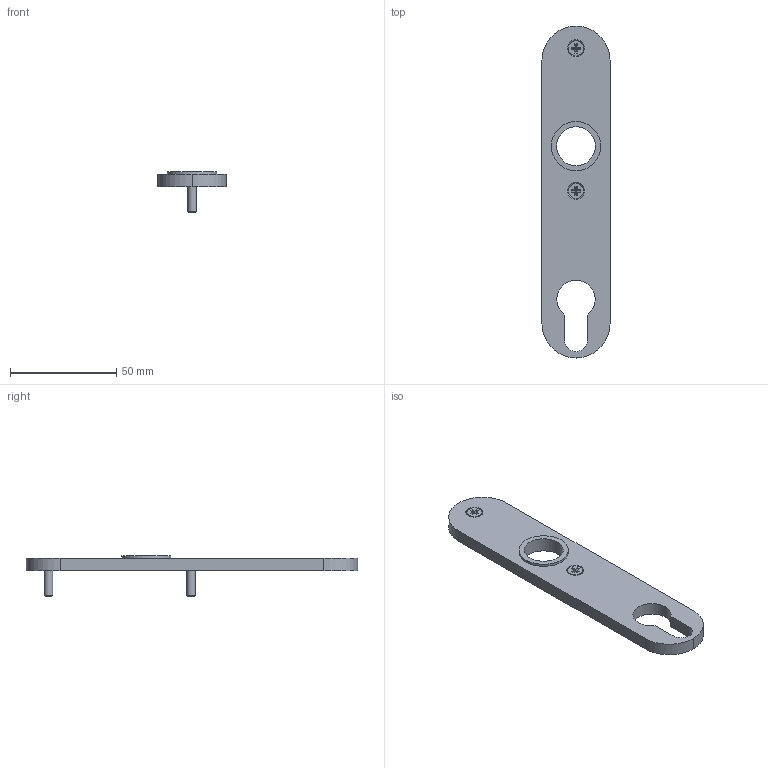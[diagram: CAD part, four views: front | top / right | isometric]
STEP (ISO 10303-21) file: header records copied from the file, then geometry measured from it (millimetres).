
FILE_DESCRIPTION (( 'STEP AP203' ), '1' );
FILE_NAME ('15073-240.step', '2022-07-06T11:35:12', ( '' ), ( '' ), 'SwSTEP 2.0', 'SolidWorks 2018', '' );
FILE_SCHEMA (( 'CONFIG_CONTROL_DESIGN' ));
Length unit declared in the file: millimetre
Products named in the file (4): 58371-240-18_58371-240-18; Lang und Kurzschild Teil1 Konfig_1xxxx-240 Teil2; Lang und Kurzschild Teil1 Konfig_15073-240 Teil1; 15073-240
Assembly tree (4 placements, depth 2):
  15073-240
    Lang und Kurzschild Teil1 Konfig_15073-240 Teil1
    58371-240-18_58371-240-18  x2
    Lang und Kurzschild Teil1 Konfig_1xxxx-240 Teil2
Bounding box: 32 x 156 x 19.2 mm (x, y, z)
Volume: 24920 mm3; surface area: 13008.7 mm2
Topology: 4 solids, 4 shells, 342 faces, 909 edges, 602 vertices
Faces by surface type: plane 183, bspline 114, cylinder 37, cone 8
Full cylindrical faces by diameter (mm): 3.6 x2, 4 x2, 4.5 x2, 7.2 x2, 18.3 x1, 20 x1, 23.2 x1
Entity records: 15970 total; most frequent: CARTESIAN_POINT 8244, ORIENTED_EDGE 1694, DIRECTION 1118, EDGE_CURVE 847, VERTEX_POINT 571, VECTOR 548, LINE 548, EDGE_LOOP 370
